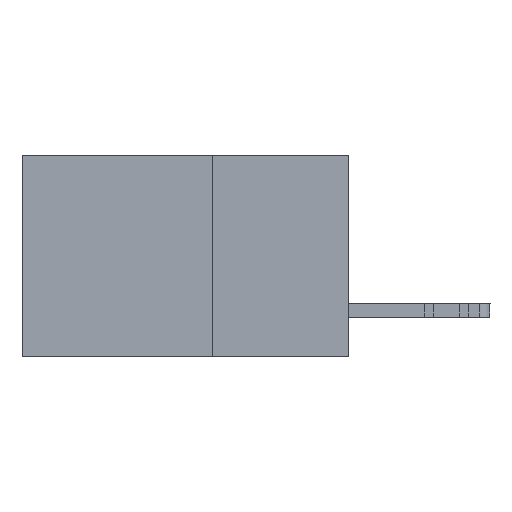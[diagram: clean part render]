
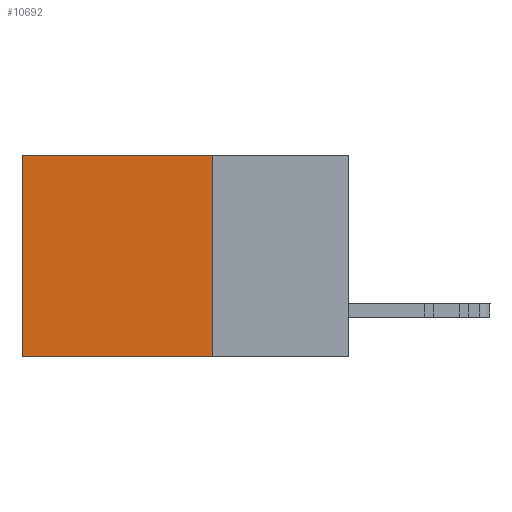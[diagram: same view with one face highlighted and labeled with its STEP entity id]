
A CAD part, left-side view. The second image highlights one B-rep face of the part: STEP entity #10692.
In plain terms, the highlighted planar face has unit normal (-1, 0, 0).
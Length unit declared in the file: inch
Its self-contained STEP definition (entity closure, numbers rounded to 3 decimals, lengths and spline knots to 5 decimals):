
#506 = FACE_OUTER_BOUND ( 'NONE', #16341, .T. ) ;
#942 = VECTOR ( 'NONE', #3726, 39.37008 ) ;
#1471 = PLANE ( 'NONE',  #4676 ) ;
#1571 = CARTESIAN_POINT ( 'NONE',  ( 0.2615, 0.6, -0.37 ) ) ;
#2638 = DIRECTION ( 'NONE',  ( 0., 1., 0. ) ) ;
#3459 = DIRECTION ( 'NONE',  ( 0., 0., -1. ) ) ;
#3726 = DIRECTION ( 'NONE',  ( 0., 0., -1. ) ) ;
#4676 = AXIS2_PLACEMENT_3D ( 'NONE', #13146, #15067, #3459 ) ;
#4833 = DIRECTION ( 'NONE',  ( 0., 0., -1. ) ) ;
#4855 = CARTESIAN_POINT ( 'NONE',  ( 0.2615, 0.6, -0.37 ) ) ;
#5830 = EDGE_CURVE ( 'NONE', #22981, #20326, #6195, .T. ) ;
#6195 = LINE ( 'NONE', #4855, #16408 ) ;
#6315 = CARTESIAN_POINT ( 'NONE',  ( 0.2615, 0.25, -0.37 ) ) ;
#6601 = VERTEX_POINT ( 'NONE', #6315 ) ;
#7551 = CARTESIAN_POINT ( 'NONE',  ( 0.2615, 0.25, 0. ) ) ;
#8086 = VECTOR ( 'NONE', #2638, 39.37008 ) ;
#8550 = ORIENTED_EDGE ( 'NONE', *, *, #13174, .T. ) ;
#10692 = ADVANCED_FACE ( 'NONE', ( #506 ), #1471, .F. ) ;
#12385 = CARTESIAN_POINT ( 'NONE',  ( 0.2615, 0.25, 0. ) ) ;
#13146 = CARTESIAN_POINT ( 'NONE',  ( 0.2615, 0.25, -0.37 ) ) ;
#13158 = LINE ( 'NONE', #12385, #8086 ) ;
#13174 = EDGE_CURVE ( 'NONE', #23770, #22981, #13158, .T. ) ;
#14981 = LINE ( 'NONE', #15516, #24184 ) ;
#15067 = DIRECTION ( 'NONE',  ( 1., 0., 0. ) ) ;
#15321 = CARTESIAN_POINT ( 'NONE',  ( 0.2615, 0.25, -0.37 ) ) ;
#15516 = CARTESIAN_POINT ( 'NONE',  ( 0.2615, 0.25, -0.37 ) ) ;
#15846 = LINE ( 'NONE', #15321, #942 ) ;
#16198 = ORIENTED_EDGE ( 'NONE', *, *, #5830, .T. ) ;
#16341 = EDGE_LOOP ( 'NONE', ( #16198, #16407, #17577, #8550 ) ) ;
#16407 = ORIENTED_EDGE ( 'NONE', *, *, #19803, .F. ) ;
#16408 = VECTOR ( 'NONE', #4833, 39.37008 ) ;
#17577 = ORIENTED_EDGE ( 'NONE', *, *, #20371, .F. ) ;
#19225 = DIRECTION ( 'NONE',  ( 0., 1., 0. ) ) ;
#19803 = EDGE_CURVE ( 'NONE', #6601, #20326, #14981, .T. ) ;
#20326 = VERTEX_POINT ( 'NONE', #1571 ) ;
#20371 = EDGE_CURVE ( 'NONE', #23770, #6601, #15846, .T. ) ;
#22981 = VERTEX_POINT ( 'NONE', #23645 ) ;
#23645 = CARTESIAN_POINT ( 'NONE',  ( 0.2615, 0.6, 0. ) ) ;
#23770 = VERTEX_POINT ( 'NONE', #7551 ) ;
#24184 = VECTOR ( 'NONE', #19225, 39.37008 ) ;
